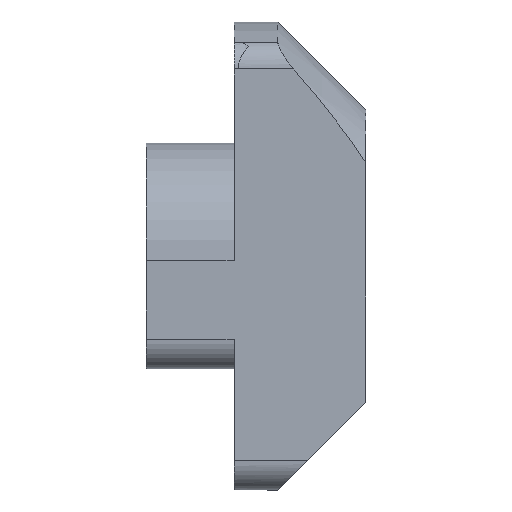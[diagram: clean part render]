
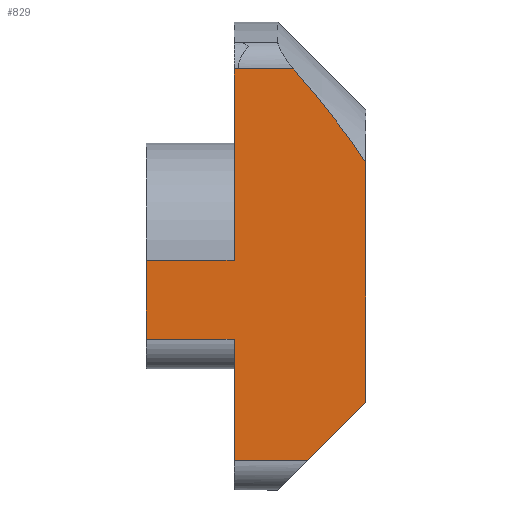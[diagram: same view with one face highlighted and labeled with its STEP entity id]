
A CAD part, left-side view. The second image highlights one B-rep face of the part: STEP entity #829.
In plain terms, the highlighted planar face has unit normal (-1, 0, 0).
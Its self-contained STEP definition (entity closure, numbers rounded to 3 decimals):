
#6 = CARTESIAN_POINT ( 'NONE',  ( -3.85, 0.764, 4.302 ) ) ;
#17 = DIRECTION ( 'NONE',  ( 0., 1., 0. ) ) ;
#34 = DIRECTION ( 'NONE',  ( 0., 0., 1. ) ) ;
#46 = DIRECTION ( 'NONE',  ( 0., 0., -1. ) ) ;
#49 = ORIENTED_EDGE ( 'NONE', *, *, #1119, .T. ) ;
#58 = VERTEX_POINT ( 'NONE', #638 ) ;
#70 = EDGE_CURVE ( 'NONE', #867, #1074, #705, .T. ) ;
#89 = CARTESIAN_POINT ( 'NONE',  ( -3.85, 4.5, 6.394 ) ) ;
#97 = CARTESIAN_POINT ( 'NONE',  ( -3.85, 2.463, 6.394 ) ) ;
#102 = ORIENTED_EDGE ( 'NONE', *, *, #796, .T. ) ;
#107 = VERTEX_POINT ( 'NONE', #361 ) ;
#111 = EDGE_CURVE ( 'NONE', #1136, #399, #843, .T. ) ;
#128 = VERTEX_POINT ( 'NONE', #1112 ) ;
#138 = ORIENTED_EDGE ( 'NONE', *, *, #968, .T. ) ;
#144 = DIRECTION ( 'NONE',  ( 0., 0., 1. ) ) ;
#155 = ORIENTED_EDGE ( 'NONE', *, *, #463, .T. ) ;
#157 = DIRECTION ( 'NONE',  ( 0., 0., -1. ) ) ;
#213 = DIRECTION ( 'NONE',  ( -1., 0., 0. ) ) ;
#234 = VECTOR ( 'NONE', #358, 1000. ) ;
#255 = CARTESIAN_POINT ( 'NONE',  ( -3.85, 0., -0.15 ) ) ;
#286 = ORIENTED_EDGE ( 'NONE', *, *, #588, .T. ) ;
#303 = PLANE ( 'NONE',  #1155 ) ;
#305 = CARTESIAN_POINT ( 'NONE',  ( -3.85, 7.5, -2.85 ) ) ;
#311 = CARTESIAN_POINT ( 'NONE',  ( -3.85, 2.463, 6.394 ) ) ;
#321 = FACE_OUTER_BOUND ( 'NONE', #676, .T. ) ;
#322 = VECTOR ( 'NONE', #923, 1000. ) ;
#323 = ORIENTED_EDGE ( 'NONE', *, *, #111, .T. ) ;
#358 = DIRECTION ( 'NONE',  ( 0., -0.707, 0.707 ) ) ;
#361 = CARTESIAN_POINT ( 'NONE',  ( -3.85, 4.35, 6.394 ) ) ;
#367 = LINE ( 'NONE', #715, #675 ) ;
#376 = EDGE_CURVE ( 'NONE', #921, #867, #864, .T. ) ;
#399 = VERTEX_POINT ( 'NONE', #311 ) ;
#402 = CARTESIAN_POINT ( 'NONE',  ( -3.85, 4.5, -0.15 ) ) ;
#414 = CARTESIAN_POINT ( 'NONE',  ( -3.85, 7.5, -0.15 ) ) ;
#416 = EDGE_CURVE ( 'NONE', #107, #680, #647, .T. ) ;
#463 = EDGE_CURVE ( 'NONE', #680, #973, #367, .T. ) ;
#465 = CARTESIAN_POINT ( 'NONE',  ( -3.85, 0.364, 3.76 ) ) ;
#468 = CARTESIAN_POINT ( 'NONE',  ( -3.85, 2.024, 5.881 ) ) ;
#470 = CARTESIAN_POINT ( 'NONE',  ( -3.85, 0., 6.394 ) ) ;
#484 = VECTOR ( 'NONE', #779, 1000. ) ;
#539 = CARTESIAN_POINT ( 'NONE',  ( -3.85, 0., -7. ) ) ;
#556 = CARTESIAN_POINT ( 'NONE',  ( -3.85, 0., 3.19 ) ) ;
#558 = CARTESIAN_POINT ( 'NONE',  ( -3.85, 0., -5. ) ) ;
#570 = EDGE_CURVE ( 'NONE', #1074, #58, #1146, .T. ) ;
#571 = CARTESIAN_POINT ( 'NONE',  ( -3.85, 4.5, 6.394 ) ) ;
#588 = EDGE_CURVE ( 'NONE', #128, #791, #733, .T. ) ;
#604 = ORIENTED_EDGE ( 'NONE', *, *, #1020, .T. ) ;
#610 = CARTESIAN_POINT ( 'NONE',  ( -3.85, 0., 6.394 ) ) ;
#631 = ORIENTED_EDGE ( 'NONE', *, *, #376, .T. ) ;
#638 = CARTESIAN_POINT ( 'NONE',  ( -3.85, 4.5, -7. ) ) ;
#647 = LINE ( 'NONE', #686, #484 ) ;
#656 = DIRECTION ( 'NONE',  ( 0., -1., 0. ) ) ;
#675 = VECTOR ( 'NONE', #157, 1000. ) ;
#676 = EDGE_LOOP ( 'NONE', ( #695, #807, #49, #286, #138, #323, #102, #773, #155, #604, #631 ) ) ;
#680 = VERTEX_POINT ( 'NONE', #571 ) ;
#686 = CARTESIAN_POINT ( 'NONE',  ( -3.85, 0., 6.394 ) ) ;
#695 = ORIENTED_EDGE ( 'NONE', *, *, #70, .T. ) ;
#705 = LINE ( 'NONE', #1010, #945 ) ;
#715 = CARTESIAN_POINT ( 'NONE',  ( -3.85, 4.5, 6.394 ) ) ;
#731 = VECTOR ( 'NONE', #17, 1000. ) ;
#733 = LINE ( 'NONE', #909, #234 ) ;
#745 = LINE ( 'NONE', #610, #761 ) ;
#761 = VECTOR ( 'NONE', #144, 1000. ) ;
#773 = ORIENTED_EDGE ( 'NONE', *, *, #416, .T. ) ;
#779 = DIRECTION ( 'NONE',  ( 0., 1., 0. ) ) ;
#791 = VERTEX_POINT ( 'NONE', #558 ) ;
#796 = EDGE_CURVE ( 'NONE', #399, #107, #804, .T. ) ;
#804 = LINE ( 'NONE', #470, #731 ) ;
#807 = ORIENTED_EDGE ( 'NONE', *, *, #570, .T. ) ;
#829 = ADVANCED_FACE ( 'NONE', ( #321 ), #303, .T. ) ;
#843 = B_SPLINE_CURVE_WITH_KNOTS ( 'NONE', 3,
 ( #556, #465, #6, #1117, #468, #97 ),
 .UNSPECIFIED., .F., .F.,
 ( 4, 2, 4 ),
 ( 0., 0.002, 0.004 ),
 .UNSPECIFIED. ) ;
#851 = VECTOR ( 'NONE', #896, 1000. ) ;
#864 = LINE ( 'NONE', #1152, #975 ) ;
#867 = VERTEX_POINT ( 'NONE', #305 ) ;
#896 = DIRECTION ( 'NONE',  ( 0., 1., 0. ) ) ;
#909 = CARTESIAN_POINT ( 'NONE',  ( -3.85, 2., -7. ) ) ;
#921 = VERTEX_POINT ( 'NONE', #414 ) ;
#923 = DIRECTION ( 'NONE',  ( 0., 0., -1. ) ) ;
#945 = VECTOR ( 'NONE', #656, 1000. ) ;
#955 = LINE ( 'NONE', #255, #851 ) ;
#968 = EDGE_CURVE ( 'NONE', #791, #1136, #745, .T. ) ;
#973 = VERTEX_POINT ( 'NONE', #402 ) ;
#975 = VECTOR ( 'NONE', #46, 1000. ) ;
#983 = CARTESIAN_POINT ( 'NONE',  ( -3.85, 4.5, -2.85 ) ) ;
#1010 = CARTESIAN_POINT ( 'NONE',  ( -3.85, 0., -2.85 ) ) ;
#1019 = VECTOR ( 'NONE', #1167, 1000. ) ;
#1020 = EDGE_CURVE ( 'NONE', #973, #921, #955, .T. ) ;
#1038 = CARTESIAN_POINT ( 'NONE',  ( -3.85, 0., 6.394 ) ) ;
#1074 = VERTEX_POINT ( 'NONE', #983 ) ;
#1112 = CARTESIAN_POINT ( 'NONE',  ( -3.85, 2., -7. ) ) ;
#1117 = CARTESIAN_POINT ( 'NONE',  ( -3.85, 1.594, 5.363 ) ) ;
#1119 = EDGE_CURVE ( 'NONE', #58, #128, #1143, .T. ) ;
#1136 = VERTEX_POINT ( 'NONE', #1171 ) ;
#1143 = LINE ( 'NONE', #539, #1019 ) ;
#1146 = LINE ( 'NONE', #89, #322 ) ;
#1152 = CARTESIAN_POINT ( 'NONE',  ( -3.85, 7.5, 6.394 ) ) ;
#1155 = AXIS2_PLACEMENT_3D ( 'NONE', #1038, #213, #34 ) ;
#1167 = DIRECTION ( 'NONE',  ( 0., -1., 0. ) ) ;
#1171 = CARTESIAN_POINT ( 'NONE',  ( -3.85, 0., 3.19 ) ) ;
